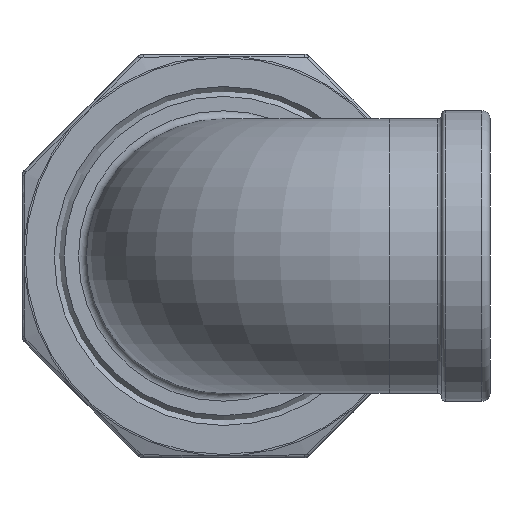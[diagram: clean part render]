
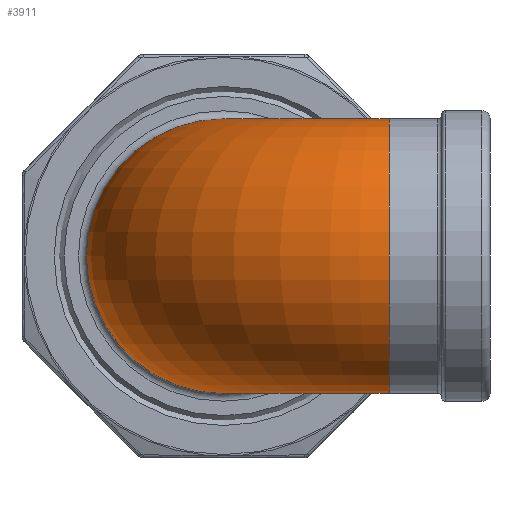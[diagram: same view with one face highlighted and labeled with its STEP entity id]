
A CAD part, left-side view. The second image highlights one B-rep face of the part: STEP entity #3911.
In plain terms, the highlighted toroidal (fillet/blend) face has major radius 20.5 mm and minor radius 17 mm.
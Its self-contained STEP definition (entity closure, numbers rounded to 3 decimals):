
#452 = EDGE_LOOP ( 'NONE', ( #10771 ) ) ;
#873 = DIRECTION ( 'NONE',  ( 0., -1., 0. ) ) ;
#976 = DIRECTION ( 'NONE',  ( 1., 0., 0. ) ) ;
#1465 = VERTEX_POINT ( 'NONE', #16080 ) ;
#2931 = AXIS2_PLACEMENT_3D ( 'NONE', #10794, #7675, #18709 ) ;
#3911 = ADVANCED_FACE ( 'NONE', ( #11479, #8456 ), #12805, .T. ) ;
#5205 = AXIS2_PLACEMENT_3D ( 'NONE', #18041, #5566, #13556 ) ;
#5566 = DIRECTION ( 'NONE',  ( 0., 0., 1. ) ) ;
#6265 = ORIENTED_EDGE ( 'NONE', *, *, #19046, .F. ) ;
#7675 = DIRECTION ( 'NONE',  ( -1., 0., 0. ) ) ;
#7970 = VERTEX_POINT ( 'NONE', #17269 ) ;
#8456 = FACE_OUTER_BOUND ( 'NONE', #452, .T. ) ;
#10771 = ORIENTED_EDGE ( 'NONE', *, *, #16357, .T. ) ;
#10794 = CARTESIAN_POINT ( 'NONE',  ( -21., 0., 0. ) ) ;
#11479 = FACE_OUTER_BOUND ( 'NONE', #16200, .T. ) ;
#11768 = CARTESIAN_POINT ( 'NONE',  ( -41.5, -20.5, 0. ) ) ;
#12805 = TOROIDAL_SURFACE ( 'NONE', #5205, 20.5, 17. ) ;
#13556 = DIRECTION ( 'NONE',  ( 1., 0., 0. ) ) ;
#13576 = CIRCLE ( 'NONE', #13925, 17. ) ;
#13925 = AXIS2_PLACEMENT_3D ( 'NONE', #11768, #873, #976 ) ;
#16080 = CARTESIAN_POINT ( 'NONE',  ( -24.5, -20.5, 0. ) ) ;
#16200 = EDGE_LOOP ( 'NONE', ( #6265 ) ) ;
#16357 = EDGE_CURVE ( 'NONE', #7970, #7970, #19194, .T. ) ;
#17269 = CARTESIAN_POINT ( 'NONE',  ( -21., -17., 0. ) ) ;
#18041 = CARTESIAN_POINT ( 'NONE',  ( -21., -20.5, 0. ) ) ;
#18709 = DIRECTION ( 'NONE',  ( 0., -1., 0. ) ) ;
#19046 = EDGE_CURVE ( 'NONE', #1465, #1465, #13576, .T. ) ;
#19194 = CIRCLE ( 'NONE', #2931, 17. ) ;
